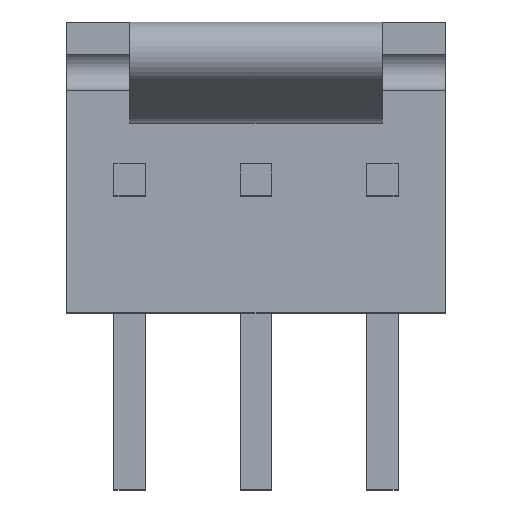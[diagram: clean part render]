
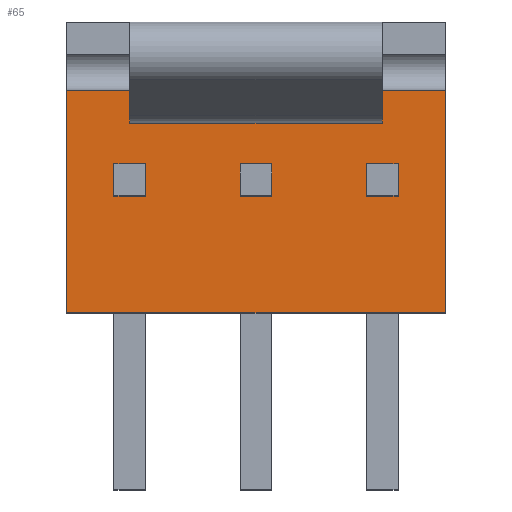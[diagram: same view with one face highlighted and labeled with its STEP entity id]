
A CAD part, top view. The second image highlights one B-rep face of the part: STEP entity #65.
In plain terms, the highlighted planar face has unit normal (0, 0, 1).
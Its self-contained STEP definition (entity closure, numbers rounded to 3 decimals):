
#65=ADVANCED_FACE('',(#153,#154,#155,#156),#157,.T.);
#153=FACE_OUTER_BOUND('',#289,.T.);
#154=FACE_BOUND('',#290,.T.);
#155=FACE_BOUND('',#291,.T.);
#156=FACE_BOUND('',#292,.T.);
#157=PLANE('',#293);
#289=EDGE_LOOP('',(#559,#560,#561,#562));
#290=EDGE_LOOP('',(#563,#564,#565,#566));
#291=EDGE_LOOP('',(#567,#568,#569,#570));
#292=EDGE_LOOP('',(#571,#572,#573,#574));
#293=AXIS2_PLACEMENT_3D('',#575,#576,#577);
#559=ORIENTED_EDGE('',*,*,#994,.T.);
#560=ORIENTED_EDGE('',*,*,#970,.F.);
#561=ORIENTED_EDGE('',*,*,#995,.F.);
#562=ORIENTED_EDGE('',*,*,#936,.T.);
#563=ORIENTED_EDGE('',*,*,#996,.T.);
#564=ORIENTED_EDGE('',*,*,#997,.F.);
#565=ORIENTED_EDGE('',*,*,#998,.F.);
#566=ORIENTED_EDGE('',*,*,#999,.T.);
#567=ORIENTED_EDGE('',*,*,#1000,.T.);
#568=ORIENTED_EDGE('',*,*,#1001,.F.);
#569=ORIENTED_EDGE('',*,*,#1002,.F.);
#570=ORIENTED_EDGE('',*,*,#1003,.T.);
#571=ORIENTED_EDGE('',*,*,#1004,.T.);
#572=ORIENTED_EDGE('',*,*,#1005,.F.);
#573=ORIENTED_EDGE('',*,*,#1006,.F.);
#574=ORIENTED_EDGE('',*,*,#1007,.T.);
#575=CARTESIAN_POINT('',(-3.81,1.803,0.0));
#576=DIRECTION('',(0.0,0.0,1.0));
#577=DIRECTION('',(1.0,-0.0,0.0));
#936=EDGE_CURVE('',#1123,#1121,#1124,.T.);
#970=EDGE_CURVE('',#1175,#1177,#1178,.T.);
#994=EDGE_CURVE('',#1121,#1177,#1219,.T.);
#995=EDGE_CURVE('',#1123,#1175,#1220,.T.);
#996=EDGE_CURVE('',#1221,#1222,#1223,.T.);
#997=EDGE_CURVE('',#1224,#1222,#1225,.T.);
#998=EDGE_CURVE('',#1226,#1224,#1227,.T.);
#999=EDGE_CURVE('',#1226,#1221,#1228,.T.);
#1000=EDGE_CURVE('',#1229,#1230,#1231,.T.);
#1001=EDGE_CURVE('',#1232,#1230,#1233,.T.);
#1002=EDGE_CURVE('',#1234,#1232,#1235,.T.);
#1003=EDGE_CURVE('',#1234,#1229,#1236,.T.);
#1004=EDGE_CURVE('',#1237,#1238,#1239,.T.);
#1005=EDGE_CURVE('',#1240,#1238,#1241,.T.);
#1006=EDGE_CURVE('',#1242,#1240,#1243,.T.);
#1007=EDGE_CURVE('',#1242,#1237,#1244,.T.);
#1121=VERTEX_POINT('',#1416);
#1123=VERTEX_POINT('',#1419);
#1124=LINE('',#1420,#1421);
#1175=VERTEX_POINT('',#1498);
#1177=VERTEX_POINT('',#1501);
#1178=LINE('',#1502,#1503);
#1219=LINE('',#1567,#1568);
#1220=LINE('',#1569,#1570);
#1221=VERTEX_POINT('',#1571);
#1222=VERTEX_POINT('',#1572);
#1223=LINE('',#1573,#1574);
#1224=VERTEX_POINT('',#1575);
#1225=LINE('',#1576,#1577);
#1226=VERTEX_POINT('',#1578);
#1227=LINE('',#1579,#1580);
#1228=LINE('',#1581,#1582);
#1229=VERTEX_POINT('',#1583);
#1230=VERTEX_POINT('',#1584);
#1231=LINE('',#1585,#1586);
#1232=VERTEX_POINT('',#1587);
#1233=LINE('',#1588,#1589);
#1234=VERTEX_POINT('',#1590);
#1235=LINE('',#1591,#1592);
#1236=LINE('',#1593,#1594);
#1237=VERTEX_POINT('',#1595);
#1238=VERTEX_POINT('',#1596);
#1239=LINE('',#1597,#1598);
#1240=VERTEX_POINT('',#1599);
#1241=LINE('',#1600,#1601);
#1242=VERTEX_POINT('',#1602);
#1243=LINE('',#1603,#1604);
#1244=LINE('',#1605,#1606);
#1416=CARTESIAN_POINT('',(-3.81,-2.667,0.0));
#1419=CARTESIAN_POINT('',(-3.81,1.803,0.0));
#1420=CARTESIAN_POINT('',(-3.81,1.803,0.0));
#1421=VECTOR('',#1834,4.47);
#1498=CARTESIAN_POINT('',(3.81,1.803,0.0));
#1501=CARTESIAN_POINT('',(3.81,-2.667,0.0));
#1502=CARTESIAN_POINT('',(3.81,1.803,0.0));
#1503=VECTOR('',#1880,4.47);
#1567=CARTESIAN_POINT('',(-3.81,-2.667,0.0));
#1568=VECTOR('',#1904,7.62);
#1569=CARTESIAN_POINT('',(-3.81,1.803,0.0));
#1570=VECTOR('',#1905,7.62);
#1571=CARTESIAN_POINT('',(2.223,0.318,0.0));
#1572=CARTESIAN_POINT('',(2.858,0.318,0.0));
#1573=CARTESIAN_POINT('',(2.223,0.318,0.0));
#1574=VECTOR('',#1906,0.635);
#1575=CARTESIAN_POINT('',(2.858,-0.318,0.0));
#1576=CARTESIAN_POINT('',(2.858,-0.318,0.0));
#1577=VECTOR('',#1907,0.635);
#1578=CARTESIAN_POINT('',(2.223,-0.318,0.0));
#1579=CARTESIAN_POINT('',(2.223,-0.318,0.0));
#1580=VECTOR('',#1908,0.635);
#1581=CARTESIAN_POINT('',(2.223,-0.318,0.0));
#1582=VECTOR('',#1909,0.635);
#1583=CARTESIAN_POINT('',(-0.318,0.318,0.0));
#1584=CARTESIAN_POINT('',(0.318,0.318,0.0));
#1585=CARTESIAN_POINT('',(-0.318,0.318,0.0));
#1586=VECTOR('',#1910,0.635);
#1587=CARTESIAN_POINT('',(0.318,-0.318,0.0));
#1588=CARTESIAN_POINT('',(0.318,-0.318,0.0));
#1589=VECTOR('',#1911,0.635);
#1590=CARTESIAN_POINT('',(-0.318,-0.318,0.0));
#1591=CARTESIAN_POINT('',(-0.318,-0.318,0.0));
#1592=VECTOR('',#1912,0.635);
#1593=CARTESIAN_POINT('',(-0.318,-0.318,0.0));
#1594=VECTOR('',#1913,0.635);
#1595=CARTESIAN_POINT('',(-2.858,0.318,0.0));
#1596=CARTESIAN_POINT('',(-2.223,0.318,0.0));
#1597=CARTESIAN_POINT('',(-2.858,0.318,0.0));
#1598=VECTOR('',#1914,0.635);
#1599=CARTESIAN_POINT('',(-2.223,-0.318,0.0));
#1600=CARTESIAN_POINT('',(-2.223,-0.318,0.0));
#1601=VECTOR('',#1915,0.635);
#1602=CARTESIAN_POINT('',(-2.858,-0.318,0.0));
#1603=CARTESIAN_POINT('',(-2.858,-0.318,0.0));
#1604=VECTOR('',#1916,0.635);
#1605=CARTESIAN_POINT('',(-2.858,-0.318,0.0));
#1606=VECTOR('',#1917,0.635);
#1834=DIRECTION('',(0.0,-1.0,0.0));
#1880=DIRECTION('',(0.0,-1.0,0.0));
#1904=DIRECTION('',(1.0,0.0,0.0));
#1905=DIRECTION('',(1.0,0.0,0.0));
#1906=DIRECTION('',(1.0,0.0,0.0));
#1907=DIRECTION('',(0.0,1.0,0.0));
#1908=DIRECTION('',(1.0,0.0,0.0));
#1909=DIRECTION('',(0.0,1.0,0.0));
#1910=DIRECTION('',(1.0,0.0,0.0));
#1911=DIRECTION('',(0.0,1.0,0.0));
#1912=DIRECTION('',(1.0,0.0,0.0));
#1913=DIRECTION('',(0.0,1.0,0.0));
#1914=DIRECTION('',(1.0,0.0,0.0));
#1915=DIRECTION('',(0.0,1.0,0.0));
#1916=DIRECTION('',(1.0,0.0,0.0));
#1917=DIRECTION('',(0.0,1.0,0.0));
